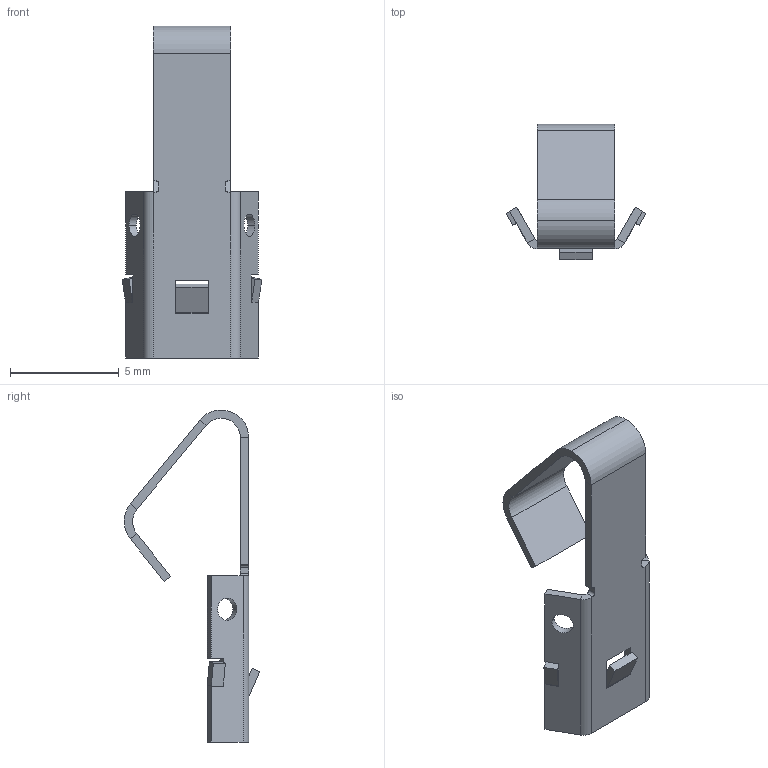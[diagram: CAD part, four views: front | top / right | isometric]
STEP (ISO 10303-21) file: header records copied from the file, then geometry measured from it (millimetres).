
FILE_DESCRIPTION (( 'STEP AP214' ), '1' );
FILE_NAME ('ABG-165.STEP', '2019-11-12T23:53:56', ( '' ), ( '' ), 'SwSTEP 2.0', 'SolidWorks 2017', '' );
FILE_SCHEMA (( 'AUTOMOTIVE_DESIGN' ));
Length unit declared in the file: inch
Products named in the file (1): ABG-165
Bounding box: 6.42 x 6.22 x 15.24 mm (x, y, z)
Volume: 45.4 mm3; surface area: 272.6 mm2
Topology: 1 solids, 1 shells, 90 faces, 220 edges, 132 vertices
Faces by surface type: plane 66, cylinder 24
Entity records: 2632 total; most frequent: DIRECTION 450, CARTESIAN_POINT 443, ORIENTED_EDGE 440, EDGE_CURVE 220, LINE 172, VECTOR 172, AXIS2_PLACEMENT_3D 139, VERTEX_POINT 132
